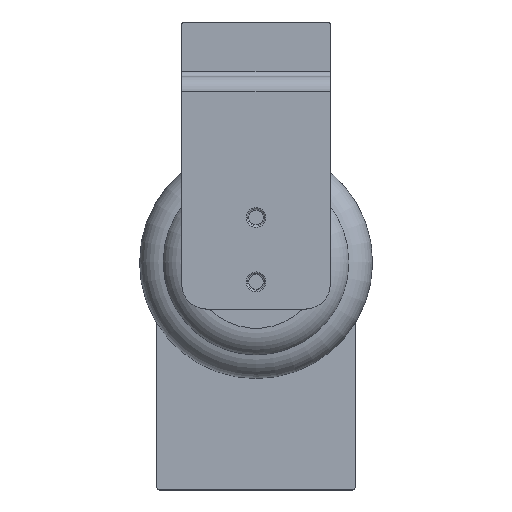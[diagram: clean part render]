
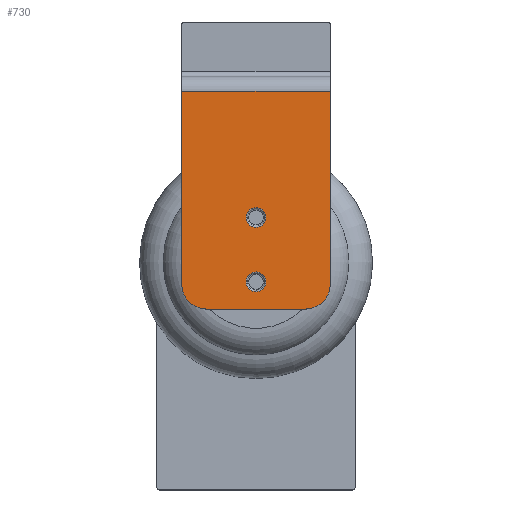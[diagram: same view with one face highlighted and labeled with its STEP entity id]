
A CAD part, top view. The second image highlights one B-rep face of the part: STEP entity #730.
In plain terms, the highlighted planar face has unit normal (0, 0, 1).
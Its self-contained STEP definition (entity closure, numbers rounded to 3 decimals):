
#17=FACE_BOUND('',#223,.T.);
#18=FACE_BOUND('',#224,.T.);
#53=LINE('',#1221,#104);
#63=LINE('',#1253,#114);
#67=LINE('',#1296,#118);
#68=LINE('',#1298,#119);
#104=VECTOR('',#941,10.);
#114=VECTOR('',#969,10.);
#118=VECTOR('',#1025,10.);
#119=VECTOR('',#1028,10.);
#144=PLANE('',#825);
#176=FACE_OUTER_BOUND('',#222,.T.);
#222=EDGE_LOOP('',(#591,#592,#593,#594,#595,#596));
#223=EDGE_LOOP('',(#597));
#224=EDGE_LOOP('',(#598));
#281=CIRCLE('',#823,0.2);
#283=CIRCLE('',#826,0.5);
#284=CIRCLE('',#827,0.5);
#285=CIRCLE('',#828,0.2);
#333=VERTEX_POINT('',#1218);
#334=VERTEX_POINT('',#1220);
#346=VERTEX_POINT('',#1250);
#347=VERTEX_POINT('',#1252);
#358=VERTEX_POINT('',#1289);
#359=VERTEX_POINT('',#1293);
#360=VERTEX_POINT('',#1295);
#361=VERTEX_POINT('',#1299);
#413=EDGE_CURVE('',#333,#334,#53,.T.);
#429=EDGE_CURVE('',#346,#347,#63,.T.);
#446=EDGE_CURVE('',#358,#358,#281,.T.);
#448=EDGE_CURVE('',#359,#333,#283,.T.);
#449=EDGE_CURVE('',#359,#360,#67,.T.);
#450=EDGE_CURVE('',#347,#360,#284,.T.);
#451=EDGE_CURVE('',#334,#346,#68,.T.);
#452=EDGE_CURVE('',#361,#361,#285,.T.);
#591=ORIENTED_EDGE('',*,*,#448,.F.);
#592=ORIENTED_EDGE('',*,*,#449,.T.);
#593=ORIENTED_EDGE('',*,*,#450,.F.);
#594=ORIENTED_EDGE('',*,*,#429,.F.);
#595=ORIENTED_EDGE('',*,*,#451,.F.);
#596=ORIENTED_EDGE('',*,*,#413,.F.);
#597=ORIENTED_EDGE('',*,*,#452,.F.);
#598=ORIENTED_EDGE('',*,*,#446,.F.);
#730=ADVANCED_FACE('',(#176,#17,#18),#144,.T.);
#823=AXIS2_PLACEMENT_3D('',#1290,#1017,#1018);
#825=AXIS2_PLACEMENT_3D('',#1292,#1021,#1022);
#826=AXIS2_PLACEMENT_3D('',#1294,#1023,#1024);
#827=AXIS2_PLACEMENT_3D('',#1297,#1026,#1027);
#828=AXIS2_PLACEMENT_3D('',#1300,#1029,#1030);
#941=DIRECTION('',(0.,1.,0.));
#969=DIRECTION('',(0.,-1.,0.));
#1017=DIRECTION('center_axis',(0.,0.,1.));
#1018=DIRECTION('ref_axis',(-1.,0.,0.));
#1021=DIRECTION('center_axis',(0.,0.,1.));
#1022=DIRECTION('ref_axis',(0.,-1.,0.));
#1023=DIRECTION('center_axis',(0.,0.,-1.));
#1024=DIRECTION('ref_axis',(-0.707,-0.707,0.));
#1025=DIRECTION('',(1.,0.,0.));
#1026=DIRECTION('center_axis',(0.,0.,-1.));
#1027=DIRECTION('ref_axis',(0.707,-0.707,0.));
#1028=DIRECTION('',(1.,0.,0.));
#1029=DIRECTION('center_axis',(0.,0.,1.));
#1030=DIRECTION('ref_axis',(-1.,0.,0.));
#1218=CARTESIAN_POINT('',(-1.5,-0.45,1.78));
#1220=CARTESIAN_POINT('',(-1.5,3.45,1.78));
#1221=CARTESIAN_POINT('',(-1.5,-0.95,1.78));
#1250=CARTESIAN_POINT('',(1.5,3.45,1.78));
#1252=CARTESIAN_POINT('',(1.5,-0.45,1.78));
#1253=CARTESIAN_POINT('',(1.5,-0.95,1.78));
#1289=CARTESIAN_POINT('',(0.2,-0.4,1.78));
#1290=CARTESIAN_POINT('Origin',(0.,-0.4,1.78));
#1292=CARTESIAN_POINT('Origin',(0.,3.45,1.78));
#1293=CARTESIAN_POINT('',(-1.,-0.95,1.78));
#1294=CARTESIAN_POINT('Origin',(-1.,-0.45,1.78));
#1295=CARTESIAN_POINT('',(1.,-0.95,1.78));
#1296=CARTESIAN_POINT('',(0.,-0.95,1.78));
#1297=CARTESIAN_POINT('Origin',(1.,-0.45,1.78));
#1298=CARTESIAN_POINT('',(0.,3.45,1.78));
#1299=CARTESIAN_POINT('',(0.2,0.9,1.78));
#1300=CARTESIAN_POINT('Origin',(0.,0.9,1.78));
